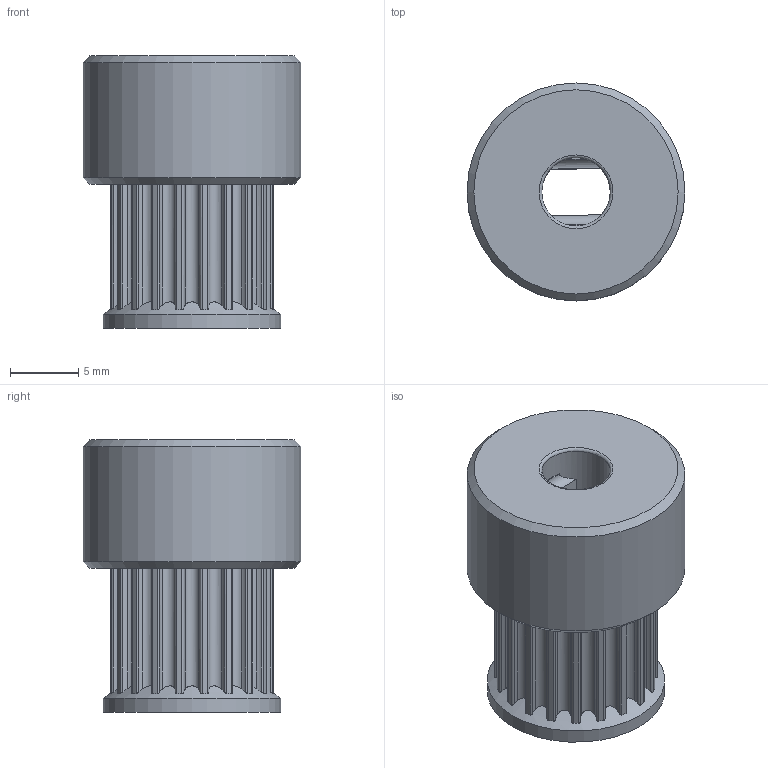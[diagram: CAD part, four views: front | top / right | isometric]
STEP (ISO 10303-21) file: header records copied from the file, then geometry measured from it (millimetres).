
FILE_DESCRIPTION(/* description */ (''),/* implementation_level */ '2;1');
FILE_NAME(/* name */ 'GT2_Pulley20_Teeth.stp',/* time_stamp */ '2024-07-21T15:52:28+02:00',/* author */ ('R5800u'),/* organization */ (''),/* preprocessor_version */ 'ST-DEVELOPER v20',/* originating_system */ 'Autodesk Inventor 2025',/* authorisation */ '');
FILE_SCHEMA (('AUTOMOTIVE_DESIGN { 1 0 10303 214 3 1 1 }'));
Length unit declared in the file: millimetre
Products named in the file (1): GT2_Pulley20_Teeth
Bounding box: 15.95 x 15.95 x 19.92 mm (x, y, z)
Volume: 2599.3 mm3; surface area: 1710.5 mm2
Topology: 1 solids, 1 shells, 138 faces, 418 edges, 284 vertices
Faces by surface type: cylinder 125, plane 9, cone 3, torus 1
Full cylindrical faces by diameter (mm): 5 x1, 13 x1, 15.95 x1
Entity records: 5450 total; most frequent: CARTESIAN_POINT 1725, ORIENTED_EDGE 836, DIRECTION 729, EDGE_CURVE 418, AXIS2_PLACEMENT_3D 296, VERTEX_POINT 284, CIRCLE 157, EDGE_LOOP 142
